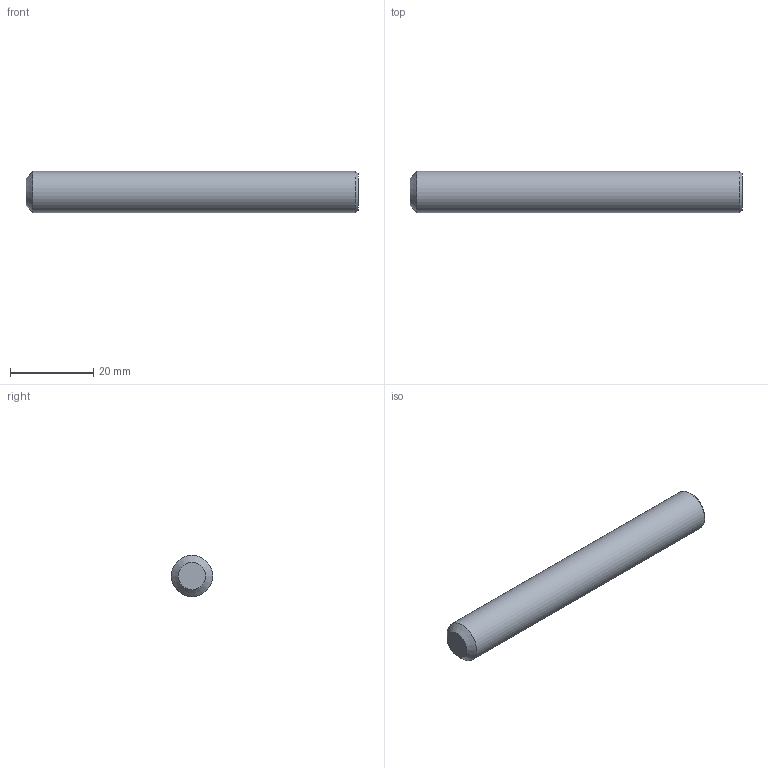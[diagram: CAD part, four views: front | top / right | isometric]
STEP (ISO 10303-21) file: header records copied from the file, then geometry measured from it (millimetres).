
FILE_DESCRIPTION (( 'STEP AP203' ), '1' );
FILE_NAME ('58301-240-80.step', '2019-12-16T13:58:32', ( '' ), ( '' ), 'SwSTEP 2.0', 'SolidWorks 2015', '' );
FILE_SCHEMA (( 'CONFIG_CONTROL_DESIGN' ));
Length unit declared in the file: millimetre
Products named in the file (2): 58301-240-80
Bounding box: 80 x 10 x 10 mm (x, y, z)
Volume: 6098.6 mm3; surface area: 2732.9 mm2
Topology: 1 solids, 1 shells, 294 faces, 776 edges, 516 vertices
Faces by surface type: bspline 151, plane 139, cone 3, cylinder 1
Full cylindrical faces by diameter (mm): 10 x1
Entity records: 18205 total; most frequent: CARTESIAN_POINT 11832, ORIENTED_EDGE 1538, EDGE_CURVE 769, DIRECTION 767, VERTEX_POINT 512, VECTOR 457, LINE 457, EDGE_LOOP 329
